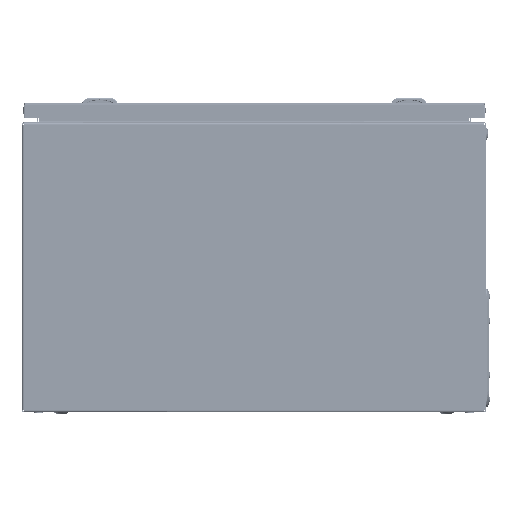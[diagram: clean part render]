
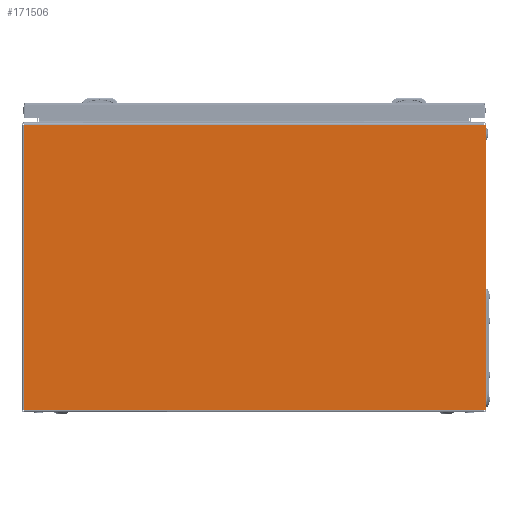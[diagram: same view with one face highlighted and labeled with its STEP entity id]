
A CAD part, left-side view. The second image highlights one B-rep face of the part: STEP entity #171506.
In plain terms, the highlighted planar face has unit normal (-1, 0, 0).
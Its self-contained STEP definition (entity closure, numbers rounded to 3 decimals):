
#13366 = DIRECTION ( 'NONE',  ( 1., 0., 0. ) ) ;
#15992 = VECTOR ( 'NONE', #102009, 1000. ) ;
#17031 = EDGE_CURVE ( 'NONE', #172708, #210555, #385193, .T. ) ;
#30019 = DIRECTION ( 'NONE',  ( 0., 0., -1. ) ) ;
#34992 = CARTESIAN_POINT ( 'NONE',  ( -1.2, 184.8, 297. ) ) ;
#43530 = ORIENTED_EDGE ( 'NONE', *, *, #17031, .T. ) ;
#55973 = CARTESIAN_POINT ( 'NONE',  ( -1.2, -184.8, -297.3 ) ) ;
#58052 = EDGE_CURVE ( 'NONE', #133811, #306715, #97654, .T. ) ;
#60991 = LINE ( 'NONE', #376603, #262908 ) ;
#64408 = LINE ( 'NONE', #34992, #214590 ) ;
#65336 = VECTOR ( 'NONE', #315961, 1000. ) ;
#69544 = VERTEX_POINT ( 'NONE', #178465 ) ;
#71938 = CARTESIAN_POINT ( 'NONE',  ( -1.2, -184.8, 298.8 ) ) ;
#89558 = EDGE_CURVE ( 'NONE', #212943, #225763, #60991, .T. ) ;
#97654 = LINE ( 'NONE', #146126, #177577 ) ;
#100440 = LINE ( 'NONE', #143481, #250712 ) ;
#102009 = DIRECTION ( 'NONE',  ( 0., 0., -1. ) ) ;
#102716 = CARTESIAN_POINT ( 'NONE',  ( -1.2, -184.8, -298.8 ) ) ;
#106125 = AXIS2_PLACEMENT_3D ( 'NONE', #102716, #13366, #223440 ) ;
#114893 = CARTESIAN_POINT ( 'NONE',  ( -1.2, 184.8, 297. ) ) ;
#122670 = CARTESIAN_POINT ( 'NONE',  ( -1.2, 184.8, -297.3 ) ) ;
#124028 = ORIENTED_EDGE ( 'NONE', *, *, #221615, .F. ) ;
#124266 = DIRECTION ( 'NONE',  ( 0., 0., -1. ) ) ;
#124763 = VECTOR ( 'NONE', #30019, 1000. ) ;
#133811 = VERTEX_POINT ( 'NONE', #122670 ) ;
#136286 = VECTOR ( 'NONE', #258089, 1000. ) ;
#143481 = CARTESIAN_POINT ( 'NONE',  ( -1.2, 184.8, 298.8 ) ) ;
#146003 = CARTESIAN_POINT ( 'NONE',  ( -1.2, -184.8, -297. ) ) ;
#146126 = CARTESIAN_POINT ( 'NONE',  ( -1.2, 184.8, -297.3 ) ) ;
#165670 = ORIENTED_EDGE ( 'NONE', *, *, #207281, .F. ) ;
#171506 = ADVANCED_FACE ( 'NONE', ( #183555 ), #193284, .F. ) ;
#172708 = VERTEX_POINT ( 'NONE', #146003 ) ;
#177577 = VECTOR ( 'NONE', #203909, 1000. ) ;
#178465 = CARTESIAN_POINT ( 'NONE',  ( -1.2, -184.8, 300. ) ) ;
#183555 = FACE_OUTER_BOUND ( 'NONE', #188868, .T. ) ;
#188868 = EDGE_LOOP ( 'NONE', ( #229917, #124028, #43530, #330311, #344982, #381258, #375997, #165670 ) ) ;
#193284 = PLANE ( 'NONE',  #106125 ) ;
#203909 = DIRECTION ( 'NONE',  ( 0., -1., 0. ) ) ;
#207281 = EDGE_CURVE ( 'NONE', #133811, #361571, #100440, .T. ) ;
#210555 = VERTEX_POINT ( 'NONE', #324261 ) ;
#212943 = VERTEX_POINT ( 'NONE', #114893 ) ;
#214590 = VECTOR ( 'NONE', #124266, 1000. ) ;
#221615 = EDGE_CURVE ( 'NONE', #172708, #306715, #316501, .T. ) ;
#223440 = DIRECTION ( 'NONE',  ( 0., 0., -1. ) ) ;
#225763 = VERTEX_POINT ( 'NONE', #305069 ) ;
#227888 = CARTESIAN_POINT ( 'NONE',  ( -1.2, -184.8, -297. ) ) ;
#229917 = ORIENTED_EDGE ( 'NONE', *, *, #58052, .T. ) ;
#250712 = VECTOR ( 'NONE', #353371, 1000. ) ;
#258089 = DIRECTION ( 'NONE',  ( 0., 0., 1. ) ) ;
#262908 = VECTOR ( 'NONE', #316238, 1000. ) ;
#264207 = EDGE_CURVE ( 'NONE', #212943, #361571, #64408, .T. ) ;
#287179 = CARTESIAN_POINT ( 'NONE',  ( -1.2, 184.8, 300. ) ) ;
#290188 = EDGE_CURVE ( 'NONE', #225763, #69544, #375245, .T. ) ;
#305069 = CARTESIAN_POINT ( 'NONE',  ( -1.2, 184.8, 300. ) ) ;
#306715 = VERTEX_POINT ( 'NONE', #55973 ) ;
#313226 = CARTESIAN_POINT ( 'NONE',  ( -1.2, 184.8, -297. ) ) ;
#315961 = DIRECTION ( 'NONE',  ( 0., -1., 0. ) ) ;
#316238 = DIRECTION ( 'NONE',  ( 0., 0., 1. ) ) ;
#316501 = LINE ( 'NONE', #71938, #15992 ) ;
#324261 = CARTESIAN_POINT ( 'NONE',  ( -1.2, -184.8, 296.95 ) ) ;
#330311 = ORIENTED_EDGE ( 'NONE', *, *, #351149, .F. ) ;
#344982 = ORIENTED_EDGE ( 'NONE', *, *, #290188, .F. ) ;
#351149 = EDGE_CURVE ( 'NONE', #69544, #210555, #354919, .T. ) ;
#353371 = DIRECTION ( 'NONE',  ( 0., 0., 1. ) ) ;
#354919 = LINE ( 'NONE', #360643, #124763 ) ;
#360643 = CARTESIAN_POINT ( 'NONE',  ( -1.2, -184.8, 298.8 ) ) ;
#361571 = VERTEX_POINT ( 'NONE', #313226 ) ;
#375245 = LINE ( 'NONE', #287179, #65336 ) ;
#375997 = ORIENTED_EDGE ( 'NONE', *, *, #264207, .T. ) ;
#376603 = CARTESIAN_POINT ( 'NONE',  ( -1.2, 184.8, 298.8 ) ) ;
#381258 = ORIENTED_EDGE ( 'NONE', *, *, #89558, .F. ) ;
#385193 = LINE ( 'NONE', #227888, #136286 ) ;
